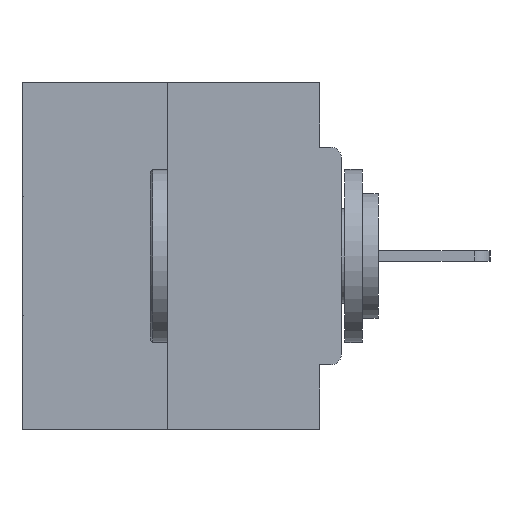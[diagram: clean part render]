
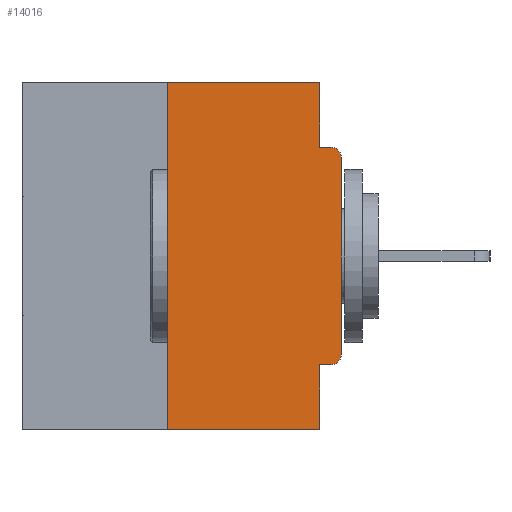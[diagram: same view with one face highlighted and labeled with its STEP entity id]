
A CAD part, left-side view. The second image highlights one B-rep face of the part: STEP entity #14016.
In plain terms, the highlighted planar face has unit normal (-1, 0, 0).
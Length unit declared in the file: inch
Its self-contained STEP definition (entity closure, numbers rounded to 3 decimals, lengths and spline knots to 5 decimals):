
#150 = LINE ( 'NONE', #5621, #24545 ) ;
#336 = DIRECTION ( 'NONE',  ( 0., 0., -1. ) ) ;
#981 = CARTESIAN_POINT ( 'NONE',  ( 0., 0.015, -0.4065 ) ) ;
#1458 = EDGE_CURVE ( 'NONE', #31224, #15200, #5951, .T. ) ;
#1541 = VERTEX_POINT ( 'NONE', #2000 ) ;
#1872 = CIRCLE ( 'NONE', #4566, 0.015 ) ;
#2000 = CARTESIAN_POINT ( 'NONE',  ( 0., 0.031, 0. ) ) ;
#2477 = ORIENTED_EDGE ( 'NONE', *, *, #32439, .F. ) ;
#3522 = VERTEX_POINT ( 'NONE', #11684 ) ;
#3919 = CARTESIAN_POINT ( 'NONE',  ( 0., 0.031, -0.4065 ) ) ;
#4193 = EDGE_CURVE ( 'NONE', #23658, #8169, #15677, .T. ) ;
#4566 = AXIS2_PLACEMENT_3D ( 'NONE', #12761, #7115, #23169 ) ;
#5469 = LINE ( 'NONE', #26659, #31887 ) ;
#5618 = DIRECTION ( 'NONE',  ( 0., -1., 0. ) ) ;
#5621 = CARTESIAN_POINT ( 'NONE',  ( 0., 0.46, 0. ) ) ;
#5785 = DIRECTION ( 'NONE',  ( 0., -1., 0. ) ) ;
#5951 = LINE ( 'NONE', #8685, #22813 ) ;
#5955 = CARTESIAN_POINT ( 'NONE',  ( 0., 0., -0.0935 ) ) ;
#7115 = DIRECTION ( 'NONE',  ( -1., 0., 0. ) ) ;
#7698 = FACE_OUTER_BOUND ( 'NONE', #23277, .T. ) ;
#7924 = LINE ( 'NONE', #21060, #33450 ) ;
#8048 = EDGE_CURVE ( 'NONE', #8169, #15200, #5469, .T. ) ;
#8169 = VERTEX_POINT ( 'NONE', #3919 ) ;
#8554 = CARTESIAN_POINT ( 'NONE',  ( 0., 0.031, -0.5 ) ) ;
#8685 = CARTESIAN_POINT ( 'NONE',  ( 0., 0.46, -0.5 ) ) ;
#9198 = CARTESIAN_POINT ( 'NONE',  ( 0., 0.031, -0.0935 ) ) ;
#10587 = CARTESIAN_POINT ( 'NONE',  ( 0., 0.015, -0.1085 ) ) ;
#10919 = DIRECTION ( 'NONE',  ( -1., 0., 0. ) ) ;
#11070 = VERTEX_POINT ( 'NONE', #9198 ) ;
#11684 = CARTESIAN_POINT ( 'NONE',  ( 0., 0., -0.1085 ) ) ;
#12761 = CARTESIAN_POINT ( 'NONE',  ( 0., 0.015, -0.3915 ) ) ;
#13169 = DIRECTION ( 'NONE',  ( 0., 0., -1. ) ) ;
#13619 = CARTESIAN_POINT ( 'NONE',  ( 0., 0., -0.4065 ) ) ;
#13947 = VERTEX_POINT ( 'NONE', #25304 ) ;
#14016 = ADVANCED_FACE ( 'NONE', ( #7698 ), #31776, .F. ) ;
#14390 = CARTESIAN_POINT ( 'NONE',  ( 0., 0.25, -0.5 ) ) ;
#15200 = VERTEX_POINT ( 'NONE', #8554 ) ;
#15242 = ORIENTED_EDGE ( 'NONE', *, *, #17917, .F. ) ;
#15677 = LINE ( 'NONE', #13619, #18056 ) ;
#16070 = ORIENTED_EDGE ( 'NONE', *, *, #4193, .F. ) ;
#16127 = ORIENTED_EDGE ( 'NONE', *, *, #21526, .F. ) ;
#16455 = LINE ( 'NONE', #26866, #24721 ) ;
#16512 = VECTOR ( 'NONE', #24350, 39.37008 ) ;
#16913 = AXIS2_PLACEMENT_3D ( 'NONE', #10587, #10919, #26637 ) ;
#17917 = EDGE_CURVE ( 'NONE', #11070, #13947, #18777, .T. ) ;
#17969 = ORIENTED_EDGE ( 'NONE', *, *, #20947, .T. ) ;
#18056 = VECTOR ( 'NONE', #24039, 39.37008 ) ;
#18058 = AXIS2_PLACEMENT_3D ( 'NONE', #28867, #18465, #336 ) ;
#18343 = DIRECTION ( 'NONE',  ( 0., 0., -1. ) ) ;
#18465 = DIRECTION ( 'NONE',  ( 1., 0., 0. ) ) ;
#18777 = LINE ( 'NONE', #5955, #28702 ) ;
#19173 = DIRECTION ( 'NONE',  ( 0., 0., 1. ) ) ;
#20947 = EDGE_CURVE ( 'NONE', #23869, #3522, #27071, .T. ) ;
#21060 = CARTESIAN_POINT ( 'NONE',  ( 0., 0.031, 0. ) ) ;
#21104 = CARTESIAN_POINT ( 'NONE',  ( 0., 0., 0. ) ) ;
#21526 = EDGE_CURVE ( 'NONE', #31224, #29803, #16455, .T. ) ;
#22614 = CARTESIAN_POINT ( 'NONE',  ( 0., 0.25, 0. ) ) ;
#22813 = VECTOR ( 'NONE', #26958, 39.37008 ) ;
#22997 = CARTESIAN_POINT ( 'NONE',  ( 0., 0., -0.3915 ) ) ;
#23169 = DIRECTION ( 'NONE',  ( 0., 0., -1. ) ) ;
#23277 = EDGE_LOOP ( 'NONE', ( #27976, #16127, #31419, #32817, #16070, #29740, #17969, #30395, #15242, #2477 ) ) ;
#23658 = VERTEX_POINT ( 'NONE', #981 ) ;
#23848 = EDGE_CURVE ( 'NONE', #23658, #23869, #1872, .T. ) ;
#23869 = VERTEX_POINT ( 'NONE', #22997 ) ;
#24039 = DIRECTION ( 'NONE',  ( 0., 1., 0. ) ) ;
#24350 = DIRECTION ( 'NONE',  ( 0., 0., 1. ) ) ;
#24545 = VECTOR ( 'NONE', #5785, 39.37008 ) ;
#24721 = VECTOR ( 'NONE', #19173, 39.37008 ) ;
#25304 = CARTESIAN_POINT ( 'NONE',  ( 0., 0.015, -0.0935 ) ) ;
#26637 = DIRECTION ( 'NONE',  ( 0., 0., -1. ) ) ;
#26659 = CARTESIAN_POINT ( 'NONE',  ( 0., 0.031, -0.5 ) ) ;
#26866 = CARTESIAN_POINT ( 'NONE',  ( 0., 0.25, 0. ) ) ;
#26958 = DIRECTION ( 'NONE',  ( 0., -1., 0. ) ) ;
#27071 = LINE ( 'NONE', #21104, #16512 ) ;
#27976 = ORIENTED_EDGE ( 'NONE', *, *, #33549, .F. ) ;
#28702 = VECTOR ( 'NONE', #5618, 39.37008 ) ;
#28867 = CARTESIAN_POINT ( 'NONE',  ( 0., 0.46, 0. ) ) ;
#28900 = CIRCLE ( 'NONE', #16913, 0.015 ) ;
#29740 = ORIENTED_EDGE ( 'NONE', *, *, #23848, .T. ) ;
#29803 = VERTEX_POINT ( 'NONE', #22614 ) ;
#30395 = ORIENTED_EDGE ( 'NONE', *, *, #33480, .T. ) ;
#31224 = VERTEX_POINT ( 'NONE', #14390 ) ;
#31419 = ORIENTED_EDGE ( 'NONE', *, *, #1458, .T. ) ;
#31776 = PLANE ( 'NONE',  #18058 ) ;
#31887 = VECTOR ( 'NONE', #13169, 39.37008 ) ;
#32439 = EDGE_CURVE ( 'NONE', #1541, #11070, #7924, .T. ) ;
#32817 = ORIENTED_EDGE ( 'NONE', *, *, #8048, .F. ) ;
#33450 = VECTOR ( 'NONE', #18343, 39.37008 ) ;
#33480 = EDGE_CURVE ( 'NONE', #3522, #13947, #28900, .T. ) ;
#33549 = EDGE_CURVE ( 'NONE', #29803, #1541, #150, .T. ) ;
